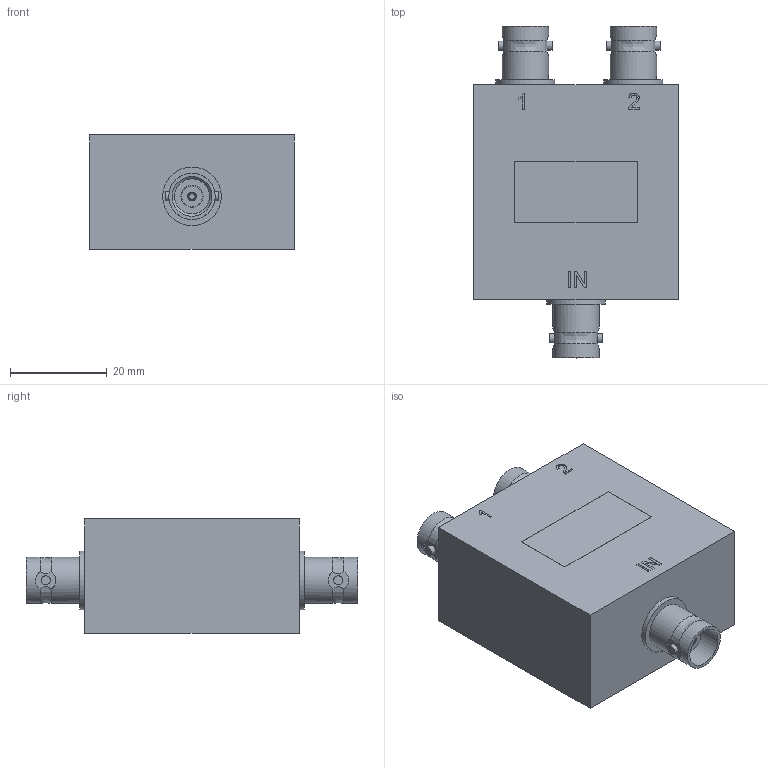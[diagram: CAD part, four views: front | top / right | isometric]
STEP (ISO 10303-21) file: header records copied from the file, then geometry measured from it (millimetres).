
FILE_DESCRIPTION (( 'STEP AP203' ), '1' );
FILE_NAME ('PE2000_3D.step', '2021-10-19T16:41:34', ( '' ), ( '' ), 'SwSTEP 2.0', 'SolidWorks 2021', '' );
FILE_SCHEMA (( 'CONFIG_CONTROL_DESIGN' ));
Length unit declared in the file: inch
Products named in the file (1): PE2000_3D
Bounding box: 42.42 x 68.69 x 23.65 mm (x, y, z)
Volume: 45940.5 mm3; surface area: 10340.5 mm2
Topology: 1 solids, 1 shells, 203 faces, 506 edges, 335 vertices
Faces by surface type: plane 117, cylinder 47, cone 19, bspline 17, torus 3
Full cylindrical faces by diameter (mm): 1.27 x3, 1.778 x3, 1.905 x6, 2.261 x4, 2.845 x4, 4.572 x3, 8.255 x3, 9.601 x6, 12.141 x3
Entity records: 6807 total; most frequent: CARTESIAN_POINT 2231, DIRECTION 894, ORIENTED_EDGE 884, EDGE_CURVE 442, AXIS2_PLACEMENT_3D 335, VERTEX_POINT 316, EDGE_LOOP 278, FACE_OUTER_BOUND 241
